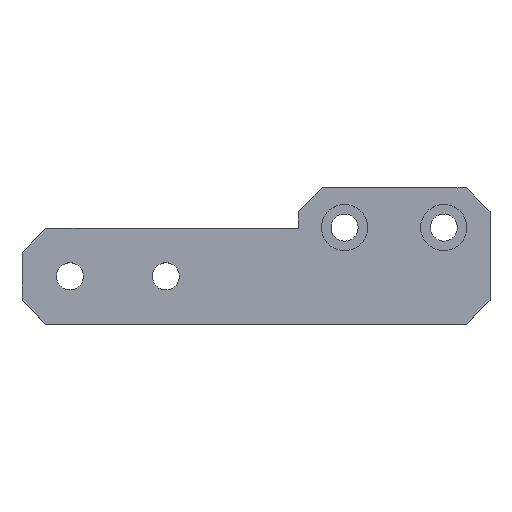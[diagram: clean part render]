
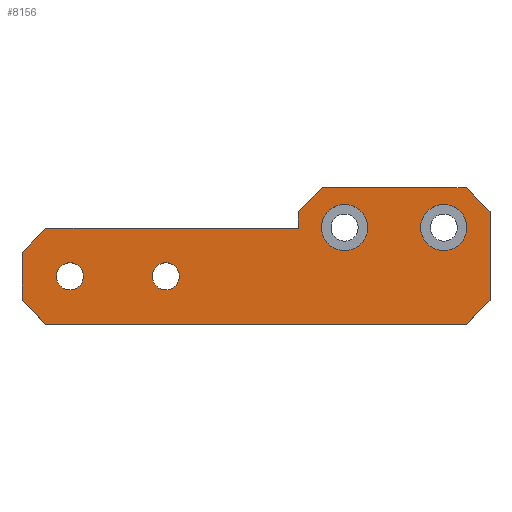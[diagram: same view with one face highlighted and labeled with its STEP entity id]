
A CAD part, top view. The second image highlights one B-rep face of the part: STEP entity #8156.
In plain terms, the highlighted planar face has unit normal (0, 0, 1).
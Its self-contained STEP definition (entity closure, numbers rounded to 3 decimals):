
#31=CIRCLE('',#8381,2.825);
#32=CIRCLE('',#8382,2.825);
#33=CIRCLE('',#8383,4.825);
#34=CIRCLE('',#8384,4.825);
#80=FACE_BOUND('',#1704,.T.);
#81=FACE_BOUND('',#1705,.T.);
#82=FACE_BOUND('',#1706,.T.);
#83=FACE_BOUND('',#1707,.T.);
#1221=FACE_OUTER_BOUND('',#1703,.T.);
#1703=EDGE_LOOP('',(#7430,#7431,#7432,#7433,#7434,#7435,#7436,#7437,#7438,
#7439,#7440));
#1704=EDGE_LOOP('',(#7441));
#1705=EDGE_LOOP('',(#7442));
#1706=EDGE_LOOP('',(#7443));
#1707=EDGE_LOOP('',(#7444));
#2178=LINE('',#14050,#2884);
#2412=LINE('',#15977,#3118);
#2414=LINE('',#15992,#3120);
#2415=LINE('',#15994,#3121);
#2416=LINE('',#15996,#3122);
#2417=LINE('',#15998,#3123);
#2418=LINE('',#16000,#3124);
#2419=LINE('',#16001,#3125);
#2420=LINE('',#16003,#3126);
#2421=LINE('',#16005,#3127);
#2422=LINE('',#16006,#3128);
#2884=VECTOR('',#9089,10.);
#3118=VECTOR('',#9453,10.);
#3120=VECTOR('',#9471,10.);
#3121=VECTOR('',#9472,10.);
#3122=VECTOR('',#9473,10.);
#3123=VECTOR('',#9474,10.);
#3124=VECTOR('',#9475,10.);
#3125=VECTOR('',#9476,10.);
#3126=VECTOR('',#9477,10.);
#3127=VECTOR('',#9478,10.);
#3128=VECTOR('',#9479,10.);
#3675=VERTEX_POINT('',#14047);
#3676=VERTEX_POINT('',#14049);
#3923=VERTEX_POINT('',#15974);
#3924=VERTEX_POINT('',#15976);
#3929=VERTEX_POINT('',#15991);
#3930=VERTEX_POINT('',#15993);
#3931=VERTEX_POINT('',#15995);
#3932=VERTEX_POINT('',#15997);
#3933=VERTEX_POINT('',#15999);
#3934=VERTEX_POINT('',#16002);
#3935=VERTEX_POINT('',#16004);
#3936=VERTEX_POINT('',#16007);
#3937=VERTEX_POINT('',#16009);
#3938=VERTEX_POINT('',#16011);
#3939=VERTEX_POINT('',#16013);
#4734=EDGE_CURVE('',#3676,#3675,#2178,.T.);
#5106=EDGE_CURVE('',#3924,#3923,#2412,.T.);
#5112=EDGE_CURVE('',#3923,#3929,#2414,.T.);
#5113=EDGE_CURVE('',#3929,#3930,#2415,.T.);
#5114=EDGE_CURVE('',#3930,#3931,#2416,.T.);
#5115=EDGE_CURVE('',#3931,#3932,#2417,.T.);
#5116=EDGE_CURVE('',#3932,#3933,#2418,.T.);
#5117=EDGE_CURVE('',#3933,#3676,#2419,.T.);
#5118=EDGE_CURVE('',#3675,#3934,#2420,.T.);
#5119=EDGE_CURVE('',#3934,#3935,#2421,.T.);
#5120=EDGE_CURVE('',#3935,#3924,#2422,.T.);
#5121=EDGE_CURVE('',#3936,#3936,#31,.T.);
#5122=EDGE_CURVE('',#3937,#3937,#32,.T.);
#5123=EDGE_CURVE('',#3938,#3938,#33,.T.);
#5124=EDGE_CURVE('',#3939,#3939,#34,.T.);
#7430=ORIENTED_EDGE('',*,*,#5112,.T.);
#7431=ORIENTED_EDGE('',*,*,#5113,.T.);
#7432=ORIENTED_EDGE('',*,*,#5114,.T.);
#7433=ORIENTED_EDGE('',*,*,#5115,.T.);
#7434=ORIENTED_EDGE('',*,*,#5116,.T.);
#7435=ORIENTED_EDGE('',*,*,#5117,.T.);
#7436=ORIENTED_EDGE('',*,*,#4734,.T.);
#7437=ORIENTED_EDGE('',*,*,#5118,.T.);
#7438=ORIENTED_EDGE('',*,*,#5119,.T.);
#7439=ORIENTED_EDGE('',*,*,#5120,.T.);
#7440=ORIENTED_EDGE('',*,*,#5106,.T.);
#7441=ORIENTED_EDGE('',*,*,#5121,.T.);
#7442=ORIENTED_EDGE('',*,*,#5122,.T.);
#7443=ORIENTED_EDGE('',*,*,#5123,.T.);
#7444=ORIENTED_EDGE('',*,*,#5124,.T.);
#7723=PLANE('',#8380);
#8156=ADVANCED_FACE('',(#1221,#80,#81,#82,#83),#7723,.T.);
#8380=AXIS2_PLACEMENT_3D('',#15990,#9469,#9470);
#8381=AXIS2_PLACEMENT_3D('',#16008,#9480,#9481);
#8382=AXIS2_PLACEMENT_3D('',#16010,#9482,#9483);
#8383=AXIS2_PLACEMENT_3D('',#16012,#9484,#9485);
#8384=AXIS2_PLACEMENT_3D('',#16014,#9486,#9487);
#9089=DIRECTION('',(-1.,0.,0.));
#9453=DIRECTION('',(1.,0.,0.));
#9469=DIRECTION('center_axis',(0.,0.,1.));
#9470=DIRECTION('ref_axis',(1.,0.,0.));
#9471=DIRECTION('',(0.707,0.707,0.));
#9472=DIRECTION('',(0.,1.,0.));
#9473=DIRECTION('',(-0.707,0.707,0.));
#9474=DIRECTION('',(-1.,0.,0.));
#9475=DIRECTION('',(-0.707,-0.707,0.));
#9476=DIRECTION('',(0.,-1.,0.));
#9477=DIRECTION('',(-0.707,-0.707,0.));
#9478=DIRECTION('',(0.,-1.,0.));
#9479=DIRECTION('',(0.707,-0.707,0.));
#9480=DIRECTION('center_axis',(0.,0.,-1.));
#9481=DIRECTION('ref_axis',(1.,0.,0.));
#9482=DIRECTION('center_axis',(0.,0.,-1.));
#9483=DIRECTION('ref_axis',(1.,0.,0.));
#9484=DIRECTION('center_axis',(0.,0.,-1.));
#9485=DIRECTION('ref_axis',(1.,0.,0.));
#9486=DIRECTION('center_axis',(0.,0.,-1.));
#9487=DIRECTION('ref_axis',(1.,0.,0.));
#14047=CARTESIAN_POINT('',(-120.87,-7.5,0.5));
#14049=CARTESIAN_POINT('',(-68.195,-7.5,0.5));
#14050=CARTESIAN_POINT('',(-80.87,-7.5,0.5));
#15974=CARTESIAN_POINT('',(-33.195,-27.5,0.5));
#15976=CARTESIAN_POINT('',(-120.87,-27.5,0.5));
#15977=CARTESIAN_POINT('',(-105.87,-27.5,0.5));
#15990=CARTESIAN_POINT('Origin',(-77.033,-13.75,0.5));
#15991=CARTESIAN_POINT('',(-28.195,-22.5,0.5));
#15992=CARTESIAN_POINT('',(-39.467,-33.772,0.5));
#15993=CARTESIAN_POINT('',(-28.195,-4.,0.5));
#15994=CARTESIAN_POINT('',(-28.195,-27.325,0.5));
#15995=CARTESIAN_POINT('',(-33.195,1.,0.5));
#15996=CARTESIAN_POINT('',(-39.217,7.022,0.5));
#15997=CARTESIAN_POINT('',(-63.195,1.,0.5));
#15998=CARTESIAN_POINT('',(0.,1.,0.5));
#15999=CARTESIAN_POINT('',(-68.195,-4.,0.5));
#16000=CARTESIAN_POINT('',(-71.592,-7.397,0.5));
#16001=CARTESIAN_POINT('',(-68.195,-27.325,0.5));
#16002=CARTESIAN_POINT('',(-125.87,-12.5,0.5));
#16003=CARTESIAN_POINT('',(-112.723,0.647,0.5));
#16004=CARTESIAN_POINT('',(-125.87,-22.5,0.5));
#16005=CARTESIAN_POINT('',(-125.87,-27.5,0.5));
#16006=CARTESIAN_POINT('',(-114.598,-33.772,0.5));
#16007=CARTESIAN_POINT('',(-98.695,-17.5,0.5));
#16008=CARTESIAN_POINT('Origin',(-95.87,-17.5,0.5));
#16009=CARTESIAN_POINT('',(-118.695,-17.5,0.5));
#16010=CARTESIAN_POINT('Origin',(-115.87,-17.5,0.5));
#16011=CARTESIAN_POINT('',(-63.37,-7.325,0.5));
#16012=CARTESIAN_POINT('Origin',(-58.545,-7.325,0.5));
#16013=CARTESIAN_POINT('',(-42.67,-7.325,0.5));
#16014=CARTESIAN_POINT('Origin',(-37.845,-7.325,0.5));
